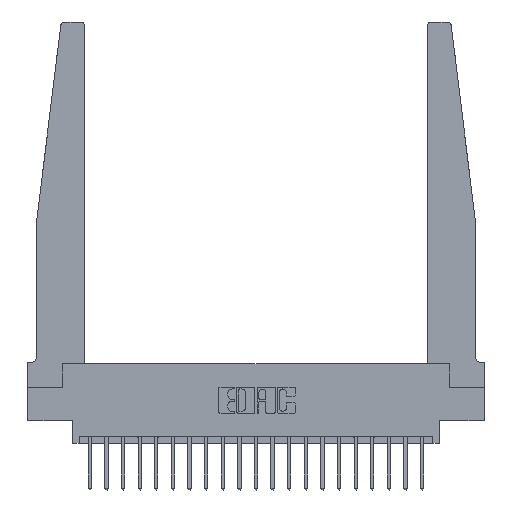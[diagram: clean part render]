
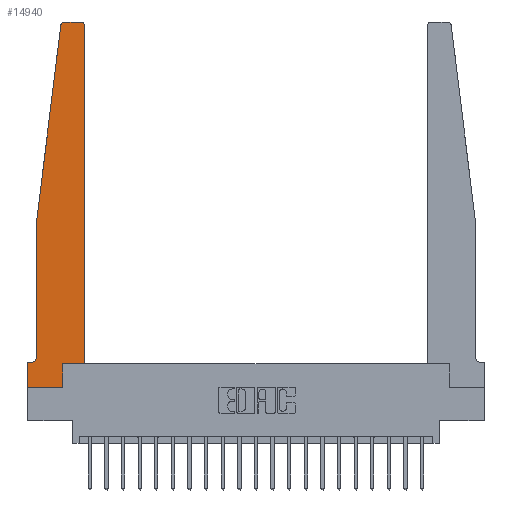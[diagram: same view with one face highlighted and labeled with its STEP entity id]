
A CAD part, top view. The second image highlights one B-rep face of the part: STEP entity #14940.
In plain terms, the highlighted planar face has unit normal (0, 0, 1).
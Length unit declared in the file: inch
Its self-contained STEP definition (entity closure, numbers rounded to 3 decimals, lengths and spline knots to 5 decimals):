
#50 = CARTESIAN_POINT ( 'NONE',  ( 0.425, 0.18, 0.37 ) ) ;
#292 = EDGE_CURVE ( 'NONE', #16846, #8554, #16715, .T. ) ;
#385 = DIRECTION ( 'NONE',  ( -1., 0., 0. ) ) ;
#677 = EDGE_CURVE ( 'NONE', #7089, #5705, #8501, .T. ) ;
#805 = VERTEX_POINT ( 'NONE', #2691 ) ;
#833 = AXIS2_PLACEMENT_3D ( 'NONE', #6362, #16847, #13099 ) ;
#1168 = CARTESIAN_POINT ( 'NONE',  ( 0.425, 0.18, 0.37 ) ) ;
#1499 = VECTOR ( 'NONE', #7761, 39.37008 ) ;
#1618 = DIRECTION ( 'NONE',  ( 1., 0., 0. ) ) ;
#2133 = CARTESIAN_POINT ( 'NONE',  ( 0.395, 2.72, 0.37 ) ) ;
#2192 = CARTESIAN_POINT ( 'NONE',  ( 0.27653, 2.72, 0.37 ) ) ;
#2276 = DIRECTION ( 'NONE',  ( 0., 0., -1. ) ) ;
#2502 = ORIENTED_EDGE ( 'NONE', *, *, #11862, .T. ) ;
#2691 = CARTESIAN_POINT ( 'NONE',  ( 0., 0., 0.37 ) ) ;
#2842 = VERTEX_POINT ( 'NONE', #19331 ) ;
#3079 = LINE ( 'NONE', #3295, #8496 ) ;
#3295 = CARTESIAN_POINT ( 'NONE',  ( 0.065, 1.25, 0.37 ) ) ;
#3324 = CARTESIAN_POINT ( 'NONE',  ( 0.2605, 0., 0.37 ) ) ;
#3328 = FACE_OUTER_BOUND ( 'NONE', #19217, .T. ) ;
#3596 = DIRECTION ( 'NONE',  ( 0., 1., 0. ) ) ;
#3790 = VECTOR ( 'NONE', #15135, 39.37008 ) ;
#4351 = CARTESIAN_POINT ( 'NONE',  ( 0., 0., 0.37 ) ) ;
#4384 = EDGE_CURVE ( 'NONE', #13858, #21647, #3079, .T. ) ;
#4414 = CARTESIAN_POINT ( 'NONE',  ( 0.24675, 2.72367, 0.37 ) ) ;
#5082 = EDGE_CURVE ( 'NONE', #2842, #805, #14841, .T. ) ;
#5513 = EDGE_CURVE ( 'NONE', #8554, #13858, #9105, .T. ) ;
#5705 = VERTEX_POINT ( 'NONE', #21886 ) ;
#6362 = CARTESIAN_POINT ( 'NONE',  ( 0., 0.1875, 0.37 ) ) ;
#6516 = ORIENTED_EDGE ( 'NONE', *, *, #20275, .T. ) ;
#7089 = VERTEX_POINT ( 'NONE', #12339 ) ;
#7180 = AXIS2_PLACEMENT_3D ( 'NONE', #2192, #8981, #12176 ) ;
#7349 = ORIENTED_EDGE ( 'NONE', *, *, #677, .T. ) ;
#7379 = DIRECTION ( 'NONE',  ( 1., 0., 0. ) ) ;
#7556 = CARTESIAN_POINT ( 'NONE',  ( 0.065, 1.25, 0.37 ) ) ;
#7761 = DIRECTION ( 'NONE',  ( 0., 1., 0. ) ) ;
#7787 = LINE ( 'NONE', #19717, #13297 ) ;
#7927 = ORIENTED_EDGE ( 'NONE', *, *, #292, .T. ) ;
#8227 = AXIS2_PLACEMENT_3D ( 'NONE', #17665, #2276, #385 ) ;
#8496 = VECTOR ( 'NONE', #11750, 39.37008 ) ;
#8501 = CIRCLE ( 'NONE', #20841, 0.03 ) ;
#8554 = VERTEX_POINT ( 'NONE', #4414 ) ;
#8926 = DIRECTION ( 'NONE',  ( 0., 0., 1. ) ) ;
#8971 = LINE ( 'NONE', #19236, #12510 ) ;
#8981 = DIRECTION ( 'NONE',  ( 0., 0., 1. ) ) ;
#9105 = LINE ( 'NONE', #7556, #17648 ) ;
#9204 = DIRECTION ( 'NONE',  ( -0.122, -0.992, 0. ) ) ;
#9518 = CARTESIAN_POINT ( 'NONE',  ( 0.2605, 0.18, 0.37 ) ) ;
#9746 = LINE ( 'NONE', #21674, #3790 ) ;
#9862 = CARTESIAN_POINT ( 'NONE',  ( 0.065, 0.2375, 0.37 ) ) ;
#10112 = PLANE ( 'NONE',  #833 ) ;
#10146 = VECTOR ( 'NONE', #14733, 39.37008 ) ;
#10253 = EDGE_CURVE ( 'NONE', #12073, #15815, #16803, .T. ) ;
#10366 = CARTESIAN_POINT ( 'NONE',  ( 0.425, 0.18, 0.37 ) ) ;
#10732 = CARTESIAN_POINT ( 'NONE',  ( 0.27653, 2.75, 0.37 ) ) ;
#10850 = ORIENTED_EDGE ( 'NONE', *, *, #13429, .T. ) ;
#11541 = ORIENTED_EDGE ( 'NONE', *, *, #18474, .T. ) ;
#11750 = DIRECTION ( 'NONE',  ( 0., -1., 0. ) ) ;
#11862 = EDGE_CURVE ( 'NONE', #21647, #18324, #17745, .T. ) ;
#11902 = CARTESIAN_POINT ( 'NONE',  ( 0.065, 1.25, 0.37 ) ) ;
#12073 = VERTEX_POINT ( 'NONE', #16117 ) ;
#12176 = DIRECTION ( 'NONE',  ( 1., 0., 0. ) ) ;
#12339 = CARTESIAN_POINT ( 'NONE',  ( 0.425, 2.72, 0.37 ) ) ;
#12397 = VECTOR ( 'NONE', #1618, 39.37008 ) ;
#12510 = VECTOR ( 'NONE', #21109, 39.37008 ) ;
#12982 = DIRECTION ( 'NONE',  ( -1., 0., 0. ) ) ;
#13099 = DIRECTION ( 'NONE',  ( 1., 0., 0. ) ) ;
#13210 = VECTOR ( 'NONE', #3596, 39.37008 ) ;
#13231 = EDGE_CURVE ( 'NONE', #19929, #12073, #16366, .T. ) ;
#13297 = VECTOR ( 'NONE', #12982, 39.37008 ) ;
#13429 = EDGE_CURVE ( 'NONE', #15815, #7089, #15429, .T. ) ;
#13858 = VERTEX_POINT ( 'NONE', #11902 ) ;
#14081 = CARTESIAN_POINT ( 'NONE',  ( 0.015, 0.1875, 0.37 ) ) ;
#14362 = EDGE_CURVE ( 'NONE', #5705, #16846, #8971, .T. ) ;
#14733 = DIRECTION ( 'NONE',  ( 0., -1., 0. ) ) ;
#14841 = LINE ( 'NONE', #4351, #10146 ) ;
#14940 = ADVANCED_FACE ( 'NONE', ( #3328 ), #10112, .T. ) ;
#15135 = DIRECTION ( 'NONE',  ( 1., 0., 0. ) ) ;
#15246 = ORIENTED_EDGE ( 'NONE', *, *, #10253, .T. ) ;
#15429 = LINE ( 'NONE', #10366, #13210 ) ;
#15815 = VERTEX_POINT ( 'NONE', #1168 ) ;
#16026 = ORIENTED_EDGE ( 'NONE', *, *, #13231, .T. ) ;
#16117 = CARTESIAN_POINT ( 'NONE',  ( 0.2605, 0.18, 0.37 ) ) ;
#16366 = LINE ( 'NONE', #9518, #1499 ) ;
#16715 = CIRCLE ( 'NONE', #7180, 0.03 ) ;
#16803 = LINE ( 'NONE', #50, #12397 ) ;
#16846 = VERTEX_POINT ( 'NONE', #10732 ) ;
#16847 = DIRECTION ( 'NONE',  ( 0., 0., 1. ) ) ;
#17648 = VECTOR ( 'NONE', #9204, 39.37008 ) ;
#17665 = CARTESIAN_POINT ( 'NONE',  ( 0.015, 0.2375, 0.37 ) ) ;
#17745 = CIRCLE ( 'NONE', #8227, 0.05 ) ;
#17898 = ORIENTED_EDGE ( 'NONE', *, *, #14362, .T. ) ;
#18324 = VERTEX_POINT ( 'NONE', #14081 ) ;
#18474 = EDGE_CURVE ( 'NONE', #18324, #2842, #7787, .T. ) ;
#19130 = ORIENTED_EDGE ( 'NONE', *, *, #5082, .T. ) ;
#19217 = EDGE_LOOP ( 'NONE', ( #17898, #7927, #20917, #21793, #2502, #11541, #19130, #6516, #16026, #15246, #10850, #7349 ) ) ;
#19236 = CARTESIAN_POINT ( 'NONE',  ( 0.25, 2.75, 0.37 ) ) ;
#19331 = CARTESIAN_POINT ( 'NONE',  ( 0., 0.1875, 0.37 ) ) ;
#19717 = CARTESIAN_POINT ( 'NONE',  ( 0.065, 0.1875, 0.37 ) ) ;
#19929 = VERTEX_POINT ( 'NONE', #3324 ) ;
#20275 = EDGE_CURVE ( 'NONE', #805, #19929, #9746, .T. ) ;
#20841 = AXIS2_PLACEMENT_3D ( 'NONE', #2133, #8926, #7379 ) ;
#20917 = ORIENTED_EDGE ( 'NONE', *, *, #5513, .T. ) ;
#21109 = DIRECTION ( 'NONE',  ( -1., 0., 0. ) ) ;
#21647 = VERTEX_POINT ( 'NONE', #9862 ) ;
#21674 = CARTESIAN_POINT ( 'NONE',  ( 0., 0., 0.37 ) ) ;
#21793 = ORIENTED_EDGE ( 'NONE', *, *, #4384, .T. ) ;
#21886 = CARTESIAN_POINT ( 'NONE',  ( 0.395, 2.75, 0.37 ) ) ;
